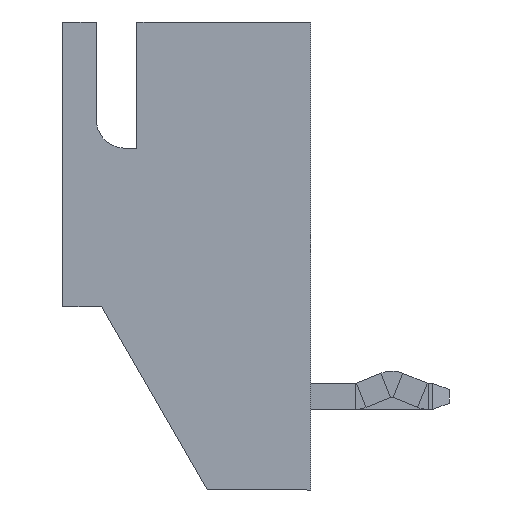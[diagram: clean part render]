
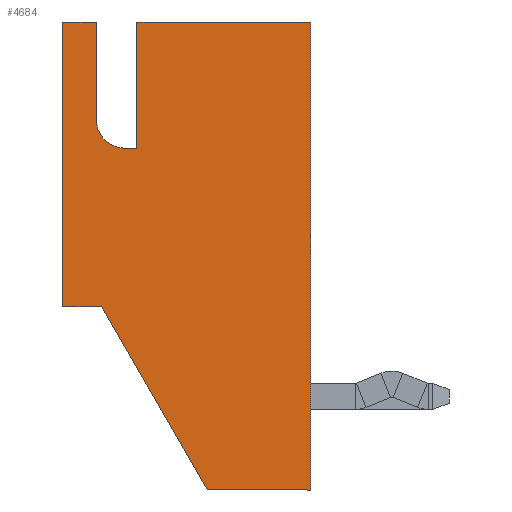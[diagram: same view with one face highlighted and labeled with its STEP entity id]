
A CAD part, left-side view. The second image highlights one B-rep face of the part: STEP entity #4684.
In plain terms, the highlighted planar face has unit normal (-1, 0, 0).
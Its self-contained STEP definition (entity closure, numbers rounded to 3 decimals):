
#66 = VERTEX_POINT ( 'NONE', #2938 ) ;
#68 = LINE ( 'NONE', #5696, #4435 ) ;
#258 = EDGE_CURVE ( 'NONE', #66, #5813, #1997, .T. ) ;
#373 = AXIS2_PLACEMENT_3D ( 'NONE', #3922, #4676, #6134 ) ;
#383 = EDGE_CURVE ( 'NONE', #5897, #2891, #520, .T. ) ;
#412 = VERTEX_POINT ( 'NONE', #2316 ) ;
#455 = CARTESIAN_POINT ( 'NONE',  ( -13.7, 6.1, 0. ) ) ;
#504 = EDGE_CURVE ( 'NONE', #2891, #4275, #4303, .T. ) ;
#520 = LINE ( 'NONE', #5756, #2325 ) ;
#756 = VERTEX_POINT ( 'NONE', #455 ) ;
#838 = DIRECTION ( 'NONE',  ( 0., 1., 0. ) ) ;
#868 = VECTOR ( 'NONE', #838, 1000. ) ;
#885 = ORIENTED_EDGE ( 'NONE', *, *, #4173, .T. ) ;
#1078 = ORIENTED_EDGE ( 'NONE', *, *, #504, .F. ) ;
#1117 = CARTESIAN_POINT ( 'NONE',  ( -13.7, 4.575, -3.1 ) ) ;
#1129 = DIRECTION ( 'NONE',  ( 0., 1., 0. ) ) ;
#1146 = ORIENTED_EDGE ( 'NONE', *, *, #1176, .T. ) ;
#1176 = EDGE_CURVE ( 'NONE', #5897, #66, #5422, .T. ) ;
#1230 = CARTESIAN_POINT ( 'NONE',  ( -13.7, 4.275, -3.1 ) ) ;
#1247 = ORIENTED_EDGE ( 'NONE', *, *, #4103, .F. ) ;
#1299 = LINE ( 'NONE', #6062, #5643 ) ;
#1331 = ORIENTED_EDGE ( 'NONE', *, *, #2190, .F. ) ;
#1475 = DIRECTION ( 'NONE',  ( 0., 1., 0. ) ) ;
#1508 = DIRECTION ( 'NONE',  ( 0., 0., -1. ) ) ;
#1529 = CARTESIAN_POINT ( 'NONE',  ( -13.7, 4.575, -3.1 ) ) ;
#1593 = LINE ( 'NONE', #5484, #3163 ) ;
#1640 = ORIENTED_EDGE ( 'NONE', *, *, #383, .F. ) ;
#1850 = CARTESIAN_POINT ( 'NONE',  ( -13.7, 2.55, -11.5 ) ) ;
#1874 = EDGE_CURVE ( 'NONE', #5813, #2238, #6038, .T. ) ;
#1997 = LINE ( 'NONE', #1529, #3617 ) ;
#2019 = VERTEX_POINT ( 'NONE', #3500 ) ;
#2021 = CARTESIAN_POINT ( 'NONE',  ( -13.7, 5.275, -2.4 ) ) ;
#2042 = AXIS2_PLACEMENT_3D ( 'NONE', #4734, #5185, #2833 ) ;
#2168 = FACE_OUTER_BOUND ( 'NONE', #5736, .T. ) ;
#2190 = EDGE_CURVE ( 'NONE', #6000, #412, #1299, .T. ) ;
#2238 = VERTEX_POINT ( 'NONE', #2021 ) ;
#2316 = CARTESIAN_POINT ( 'NONE',  ( -13.7, 5.148, -7. ) ) ;
#2320 = CARTESIAN_POINT ( 'NONE',  ( -13.7, 0., -11.5 ) ) ;
#2325 = VECTOR ( 'NONE', #2723, 1000. ) ;
#2431 = VECTOR ( 'NONE', #4240, 1000. ) ;
#2623 = VECTOR ( 'NONE', #3495, 1000. ) ;
#2678 = CARTESIAN_POINT ( 'NONE',  ( -13.7, 5.275, 0. ) ) ;
#2723 = DIRECTION ( 'NONE',  ( 0., -1., 0. ) ) ;
#2833 = DIRECTION ( 'NONE',  ( 0., 0., 1. ) ) ;
#2891 = VERTEX_POINT ( 'NONE', #4079 ) ;
#2938 = CARTESIAN_POINT ( 'NONE',  ( -13.7, 4.275, -3.1 ) ) ;
#2969 = CARTESIAN_POINT ( 'NONE',  ( -13.7, 0., 0. ) ) ;
#2986 = VERTEX_POINT ( 'NONE', #3194 ) ;
#3020 = ORIENTED_EDGE ( 'NONE', *, *, #3472, .F. ) ;
#3092 = ORIENTED_EDGE ( 'NONE', *, *, #4587, .F. ) ;
#3163 = VECTOR ( 'NONE', #1129, 1000. ) ;
#3194 = CARTESIAN_POINT ( 'NONE',  ( -13.7, 6.1, -7. ) ) ;
#3345 = DIRECTION ( 'NONE',  ( 0., -1., 0. ) ) ;
#3472 = EDGE_CURVE ( 'NONE', #756, #2019, #68, .T. ) ;
#3495 = DIRECTION ( 'NONE',  ( 0., 0., -1. ) ) ;
#3500 = CARTESIAN_POINT ( 'NONE',  ( -13.7, 5.275, 0. ) ) ;
#3617 = VECTOR ( 'NONE', #1475, 1000. ) ;
#3674 = DIRECTION ( 'NONE',  ( 0., 0.5, 0.866 ) ) ;
#3707 = LINE ( 'NONE', #5981, #868 ) ;
#3922 = CARTESIAN_POINT ( 'NONE',  ( -13.7, 4.575, -2.4 ) ) ;
#4079 = CARTESIAN_POINT ( 'NONE',  ( -13.7, 0., 0. ) ) ;
#4103 = EDGE_CURVE ( 'NONE', #4275, #6000, #1593, .T. ) ;
#4173 = EDGE_CURVE ( 'NONE', #2238, #2019, #5124, .T. ) ;
#4240 = DIRECTION ( 'NONE',  ( 0., 0., 1. ) ) ;
#4245 = PLANE ( 'NONE',  #2042 ) ;
#4275 = VERTEX_POINT ( 'NONE', #2320 ) ;
#4303 = LINE ( 'NONE', #2969, #5932 ) ;
#4435 = VECTOR ( 'NONE', #3345, 1000. ) ;
#4558 = DIRECTION ( 'NONE',  ( 0., 0., 1. ) ) ;
#4587 = EDGE_CURVE ( 'NONE', #412, #2986, #3707, .T. ) ;
#4599 = ORIENTED_EDGE ( 'NONE', *, *, #1874, .T. ) ;
#4676 = DIRECTION ( 'NONE',  ( 1., 0., 0. ) ) ;
#4684 = ADVANCED_FACE ( 'NONE', ( #2168 ), #4245, .T. ) ;
#4692 = LINE ( 'NONE', #5182, #2431 ) ;
#4734 = CARTESIAN_POINT ( 'NONE',  ( -13.7, 0., 0. ) ) ;
#4953 = ORIENTED_EDGE ( 'NONE', *, *, #258, .T. ) ;
#5124 = LINE ( 'NONE', #2678, #5861 ) ;
#5182 = CARTESIAN_POINT ( 'NONE',  ( -13.7, 6.1, 0. ) ) ;
#5185 = DIRECTION ( 'NONE',  ( -1., 0., 0. ) ) ;
#5422 = LINE ( 'NONE', #1230, #2623 ) ;
#5484 = CARTESIAN_POINT ( 'NONE',  ( -13.7, 0., -11.5 ) ) ;
#5643 = VECTOR ( 'NONE', #3674, 1000. ) ;
#5696 = CARTESIAN_POINT ( 'NONE',  ( -13.7, 0., 0. ) ) ;
#5736 = EDGE_LOOP ( 'NONE', ( #885, #3020, #5799, #3092, #1331, #1247, #1078, #1640, #1146, #4953, #4599 ) ) ;
#5756 = CARTESIAN_POINT ( 'NONE',  ( -13.7, 0., 0. ) ) ;
#5799 = ORIENTED_EDGE ( 'NONE', *, *, #6023, .F. ) ;
#5813 = VERTEX_POINT ( 'NONE', #1117 ) ;
#5861 = VECTOR ( 'NONE', #4558, 1000. ) ;
#5897 = VERTEX_POINT ( 'NONE', #6090 ) ;
#5932 = VECTOR ( 'NONE', #1508, 1000. ) ;
#5981 = CARTESIAN_POINT ( 'NONE',  ( -13.7, 0., -7. ) ) ;
#6000 = VERTEX_POINT ( 'NONE', #1850 ) ;
#6023 = EDGE_CURVE ( 'NONE', #2986, #756, #4692, .T. ) ;
#6038 = CIRCLE ( 'NONE', #373, 0.7 ) ;
#6062 = CARTESIAN_POINT ( 'NONE',  ( -13.7, 2.55, -11.5 ) ) ;
#6090 = CARTESIAN_POINT ( 'NONE',  ( -13.7, 4.275, 0. ) ) ;
#6134 = DIRECTION ( 'NONE',  ( 0., 0., -1. ) ) ;
